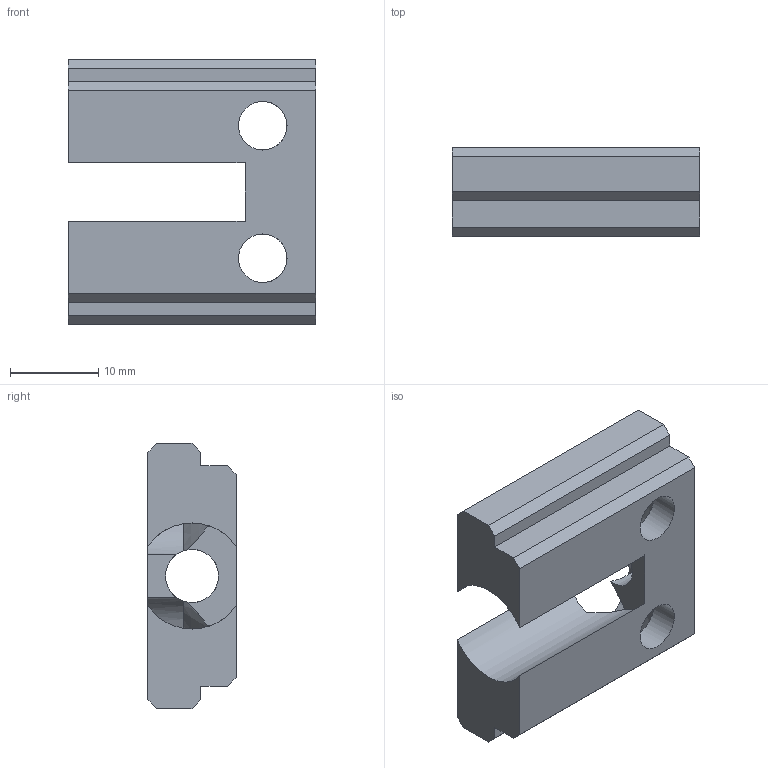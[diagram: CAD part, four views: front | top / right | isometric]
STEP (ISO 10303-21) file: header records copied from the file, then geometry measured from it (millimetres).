
FILE_DESCRIPTION(('FreeCAD Model'),'2;1');
FILE_NAME('Open CASCADE Shape Model','2024-12-20T13:45:40',(''),(''), 'Open CASCADE STEP processor 7.6','FreeCAD','Unknown');
FILE_SCHEMA(('AUTOMOTIVE_DESIGN { 1 0 10303 214 1 1 1 1 }'));
Length unit declared in the file: millimetre
Products named in the file (1): plunger
Bounding box: 28 x 10 x 30 mm (x, y, z)
Volume: 4290 mm3; surface area: 3190 mm2
Topology: 1 solids, 1 shells, 32 faces, 96 edges, 63 vertices
Faces by surface type: plane 19, cylinder 9, cone 4
Full cylindrical faces by diameter (mm): 5.5 x2, 6 x1
Entity records: 1308 total; most frequent: CARTESIAN_POINT 406, ORIENTED_EDGE 192, DIRECTION 175, EDGE_CURVE 96, VERTEX_POINT 63, LINE 61, VECTOR 61, AXIS2_PLACEMENT_3D 57
